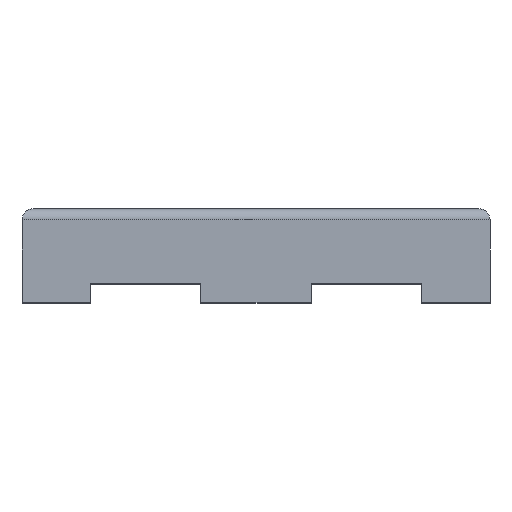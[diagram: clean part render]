
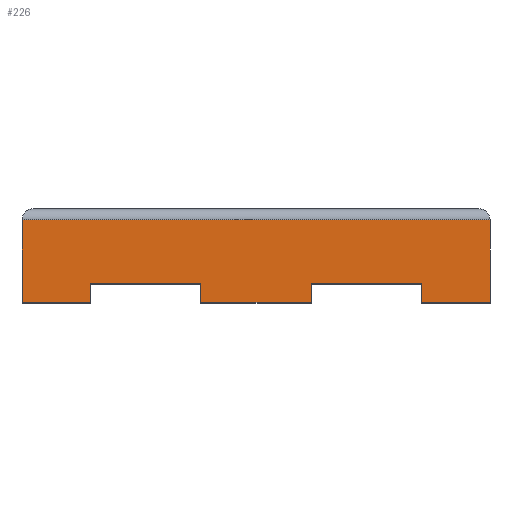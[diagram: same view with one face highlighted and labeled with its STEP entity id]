
A CAD part, top view. The second image highlights one B-rep face of the part: STEP entity #226.
In plain terms, the highlighted planar face has unit normal (0, 0, 1).
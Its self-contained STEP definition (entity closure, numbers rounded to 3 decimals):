
#29 = DIRECTION ( 'NONE',  ( 0., -1., 0. ) ) ;
#42 = CARTESIAN_POINT ( 'NONE',  ( 12.7, -2.54, 13.67 ) ) ;
#96 = CARTESIAN_POINT ( 'NONE',  ( 0., -2.54, 13.67 ) ) ;
#151 = VECTOR ( 'NONE', #1586, 1000. ) ;
#175 = VECTOR ( 'NONE', #1875, 1000. ) ;
#226 = ADVANCED_FACE ( 'NONE', ( #670 ), #1121, .T. ) ;
#327 = EDGE_CURVE ( 'NONE', #2138, #541, #643, .T. ) ;
#409 = CARTESIAN_POINT ( 'NONE',  ( 0., -0.3, 13.67 ) ) ;
#425 = EDGE_CURVE ( 'NONE', #1006, #694, #868, .T. ) ;
#452 = ORIENTED_EDGE ( 'NONE', *, *, #425, .T. ) ;
#467 = LINE ( 'NONE', #1368, #891 ) ;
#541 = VERTEX_POINT ( 'NONE', #1650 ) ;
#590 = EDGE_CURVE ( 'NONE', #2188, #1332, #1957, .T. ) ;
#633 = DIRECTION ( 'NONE',  ( 0., 0., 1. ) ) ;
#643 = LINE ( 'NONE', #96, #151 ) ;
#670 = FACE_OUTER_BOUND ( 'NONE', #2335, .T. ) ;
#694 = VERTEX_POINT ( 'NONE', #783 ) ;
#700 = ORIENTED_EDGE ( 'NONE', *, *, #2030, .T. ) ;
#709 = DIRECTION ( 'NONE',  ( -1., 0., 0. ) ) ;
#713 = VECTOR ( 'NONE', #1428, 1000. ) ;
#744 = ORIENTED_EDGE ( 'NONE', *, *, #1167, .F. ) ;
#759 = ORIENTED_EDGE ( 'NONE', *, *, #1421, .F. ) ;
#781 = ORIENTED_EDGE ( 'NONE', *, *, #327, .T. ) ;
#783 = CARTESIAN_POINT ( 'NONE',  ( 10.85, -2.54, 13.67 ) ) ;
#801 = CARTESIAN_POINT ( 'NONE',  ( 0., -2.54, 13.67 ) ) ;
#823 = AXIS2_PLACEMENT_3D ( 'NONE', #801, #633, #1554 ) ;
#836 = LINE ( 'NONE', #1020, #2269 ) ;
#868 = LINE ( 'NONE', #2049, #175 ) ;
#874 = EDGE_CURVE ( 'NONE', #912, #2312, #2064, .T. ) ;
#878 = CARTESIAN_POINT ( 'NONE',  ( 7.85, -2.54, 13.67 ) ) ;
#891 = VECTOR ( 'NONE', #1142, 1000. ) ;
#912 = VERTEX_POINT ( 'NONE', #1463 ) ;
#1006 = VERTEX_POINT ( 'NONE', #2259 ) ;
#1018 = VECTOR ( 'NONE', #1053, 1000. ) ;
#1020 = CARTESIAN_POINT ( 'NONE',  ( 0., -2.54, 13.67 ) ) ;
#1035 = CARTESIAN_POINT ( 'NONE',  ( 0., -0.3, 13.67 ) ) ;
#1045 = ORIENTED_EDGE ( 'NONE', *, *, #1438, .T. ) ;
#1053 = DIRECTION ( 'NONE',  ( 0., -1., 0. ) ) ;
#1065 = VECTOR ( 'NONE', #1939, 1000. ) ;
#1095 = LINE ( 'NONE', #2175, #2009 ) ;
#1121 = PLANE ( 'NONE',  #823 ) ;
#1141 = VECTOR ( 'NONE', #1172, 1000. ) ;
#1142 = DIRECTION ( 'NONE',  ( -1., 0., 0. ) ) ;
#1167 = EDGE_CURVE ( 'NONE', #1427, #2054, #1095, .T. ) ;
#1172 = DIRECTION ( 'NONE',  ( 0., 1., 0. ) ) ;
#1199 = LINE ( 'NONE', #1244, #713 ) ;
#1201 = VECTOR ( 'NONE', #1689, 1000. ) ;
#1236 = ORIENTED_EDGE ( 'NONE', *, *, #1313, .T. ) ;
#1244 = CARTESIAN_POINT ( 'NONE',  ( 0., -2.54, 13.67 ) ) ;
#1303 = ORIENTED_EDGE ( 'NONE', *, *, #1809, .F. ) ;
#1313 = EDGE_CURVE ( 'NONE', #694, #1361, #2097, .T. ) ;
#1314 = CARTESIAN_POINT ( 'NONE',  ( 0., -2.54, 13.67 ) ) ;
#1332 = VERTEX_POINT ( 'NONE', #409 ) ;
#1361 = VERTEX_POINT ( 'NONE', #42 ) ;
#1368 = CARTESIAN_POINT ( 'NONE',  ( 10.85, -2.03, 13.67 ) ) ;
#1372 = CARTESIAN_POINT ( 'NONE',  ( 12.7, -2.54, 13.67 ) ) ;
#1413 = VECTOR ( 'NONE', #709, 1000. ) ;
#1418 = VERTEX_POINT ( 'NONE', #1723 ) ;
#1421 = EDGE_CURVE ( 'NONE', #2138, #1332, #836, .T. ) ;
#1427 = VERTEX_POINT ( 'NONE', #2126 ) ;
#1428 = DIRECTION ( 'NONE',  ( 1., 0., 0. ) ) ;
#1438 = EDGE_CURVE ( 'NONE', #1361, #2188, #1643, .T. ) ;
#1463 = CARTESIAN_POINT ( 'NONE',  ( 7.85, -2.03, 13.67 ) ) ;
#1514 = ORIENTED_EDGE ( 'NONE', *, *, #2199, .F. ) ;
#1520 = CARTESIAN_POINT ( 'NONE',  ( 0., -2.54, 13.67 ) ) ;
#1523 = VECTOR ( 'NONE', #29, 1000. ) ;
#1554 = DIRECTION ( 'NONE',  ( 1., 0., 0. ) ) ;
#1586 = DIRECTION ( 'NONE',  ( 1., 0., 0. ) ) ;
#1634 = DIRECTION ( 'NONE',  ( -1., 0., 0. ) ) ;
#1643 = LINE ( 'NONE', #1372, #1141 ) ;
#1650 = CARTESIAN_POINT ( 'NONE',  ( 1.85, -2.54, 13.67 ) ) ;
#1659 = ORIENTED_EDGE ( 'NONE', *, *, #874, .F. ) ;
#1689 = DIRECTION ( 'NONE',  ( 1., 0., 0. ) ) ;
#1723 = CARTESIAN_POINT ( 'NONE',  ( 4.85, -2.54, 13.67 ) ) ;
#1809 = EDGE_CURVE ( 'NONE', #2054, #541, #2148, .T. ) ;
#1875 = DIRECTION ( 'NONE',  ( 0., -1., 0. ) ) ;
#1888 = CARTESIAN_POINT ( 'NONE',  ( 4.85, -2.03, 13.67 ) ) ;
#1902 = CARTESIAN_POINT ( 'NONE',  ( 1.85, -2.03, 13.67 ) ) ;
#1932 = DIRECTION ( 'NONE',  ( 0., 1., 0. ) ) ;
#1939 = DIRECTION ( 'NONE',  ( 0., -1., 0. ) ) ;
#1957 = LINE ( 'NONE', #1035, #1413 ) ;
#2009 = VECTOR ( 'NONE', #1634, 1000. ) ;
#2017 = CARTESIAN_POINT ( 'NONE',  ( 7.85, -2.03, 13.67 ) ) ;
#2030 = EDGE_CURVE ( 'NONE', #1427, #1418, #2091, .T. ) ;
#2049 = CARTESIAN_POINT ( 'NONE',  ( 10.85, -2.03, 13.67 ) ) ;
#2054 = VERTEX_POINT ( 'NONE', #2062 ) ;
#2062 = CARTESIAN_POINT ( 'NONE',  ( 1.85, -2.03, 13.67 ) ) ;
#2064 = LINE ( 'NONE', #2017, #1018 ) ;
#2091 = LINE ( 'NONE', #1888, #1523 ) ;
#2097 = LINE ( 'NONE', #1314, #1201 ) ;
#2120 = CARTESIAN_POINT ( 'NONE',  ( 12.7, -0.3, 13.67 ) ) ;
#2126 = CARTESIAN_POINT ( 'NONE',  ( 4.85, -2.03, 13.67 ) ) ;
#2138 = VERTEX_POINT ( 'NONE', #1520 ) ;
#2148 = LINE ( 'NONE', #1902, #1065 ) ;
#2175 = CARTESIAN_POINT ( 'NONE',  ( 4.85, -2.03, 13.67 ) ) ;
#2176 = ORIENTED_EDGE ( 'NONE', *, *, #590, .T. ) ;
#2188 = VERTEX_POINT ( 'NONE', #2120 ) ;
#2199 = EDGE_CURVE ( 'NONE', #1006, #912, #467, .T. ) ;
#2259 = CARTESIAN_POINT ( 'NONE',  ( 10.85, -2.03, 13.67 ) ) ;
#2269 = VECTOR ( 'NONE', #1932, 1000. ) ;
#2312 = VERTEX_POINT ( 'NONE', #878 ) ;
#2335 = EDGE_LOOP ( 'NONE', ( #1045, #2176, #759, #781, #1303, #744, #700, #2371, #1659, #1514, #452, #1236 ) ) ;
#2351 = EDGE_CURVE ( 'NONE', #1418, #2312, #1199, .T. ) ;
#2371 = ORIENTED_EDGE ( 'NONE', *, *, #2351, .T. ) ;
